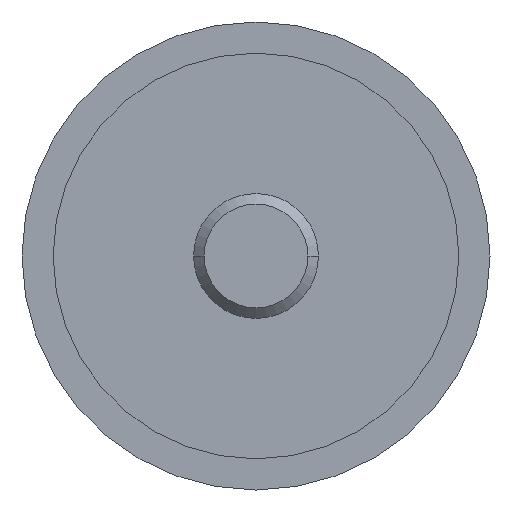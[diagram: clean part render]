
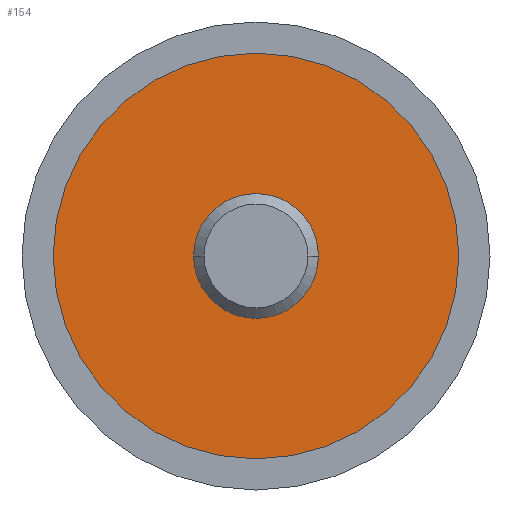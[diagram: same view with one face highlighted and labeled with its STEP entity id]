
A CAD part, front view. The second image highlights one B-rep face of the part: STEP entity #154.
In plain terms, the highlighted planar face has unit normal (0, -1, 0).
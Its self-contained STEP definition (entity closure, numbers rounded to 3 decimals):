
#154=ADVANCED_FACE('',(#401,#402),#403,.T.);
#166=EDGE_CURVE('',#348,#330,#416,.T.);
#184=EDGE_CURVE('',#278,#298,#438,.T.);
#202=EDGE_CURVE('',#330,#348,#456,.T.);
#278=VERTEX_POINT('',#543);
#292=EDGE_CURVE('',#298,#278,#559,.T.);
#298=VERTEX_POINT('',#566);
#330=VERTEX_POINT('',#600);
#348=VERTEX_POINT('',#621);
#401=FACE_BOUND('',#672,.T.);
#402=FACE_OUTER_BOUND('',#673,.T.);
#403=PLANE('',#674);
#416=CIRCLE('',#691,4.0);
#438=CIRCLE('',#718,13.0);
#456=CIRCLE('',#743,4.0);
#543=CARTESIAN_POINT('',(-13.0,0.0,0.));
#559=CIRCLE('',#873,13.0);
#566=CARTESIAN_POINT('',(13.0,0.0,0.0));
#600=CARTESIAN_POINT('',(-4.0,0.0,0.));
#621=CARTESIAN_POINT('',(4.0,0.0,0.));
#672=EDGE_LOOP('',(#997,#998));
#673=EDGE_LOOP('',(#999,#1000));
#674=AXIS2_PLACEMENT_3D('',#1001,#1002,#1003);
#691=AXIS2_PLACEMENT_3D('',#1016,#1017,#1018);
#718=AXIS2_PLACEMENT_3D('',#1045,#1046,#1047);
#743=AXIS2_PLACEMENT_3D('',#1056,#1057,#1058);
#873=AXIS2_PLACEMENT_3D('',#1195,#1196,#1197);
#997=ORIENTED_EDGE('',*,*,#202,.T.);
#998=ORIENTED_EDGE('',*,*,#166,.T.);
#999=ORIENTED_EDGE('',*,*,#292,.T.);
#1000=ORIENTED_EDGE('',*,*,#184,.T.);
#1001=CARTESIAN_POINT('',(0.0,0.0,0.0));
#1002=DIRECTION('',(0.0,-1.0,0.0));
#1003=DIRECTION('',(-1.0,0.0,0.0));
#1016=CARTESIAN_POINT('',(0.0,0.0,0.0));
#1017=DIRECTION('',(-0.0,1.0,0.0));
#1018=DIRECTION('',(1.0,0.0,0.0));
#1045=CARTESIAN_POINT('',(0.0,0.0,0.0));
#1046=DIRECTION('',(0.0,-1.0,0.0));
#1047=DIRECTION('',(1.0,0.0,0.0));
#1056=CARTESIAN_POINT('',(0.0,0.0,0.0));
#1057=DIRECTION('',(-0.0,1.0,0.0));
#1058=DIRECTION('',(1.0,0.0,0.0));
#1195=CARTESIAN_POINT('',(0.0,0.0,0.0));
#1196=DIRECTION('',(0.0,-1.0,0.0));
#1197=DIRECTION('',(1.0,0.0,0.0));
